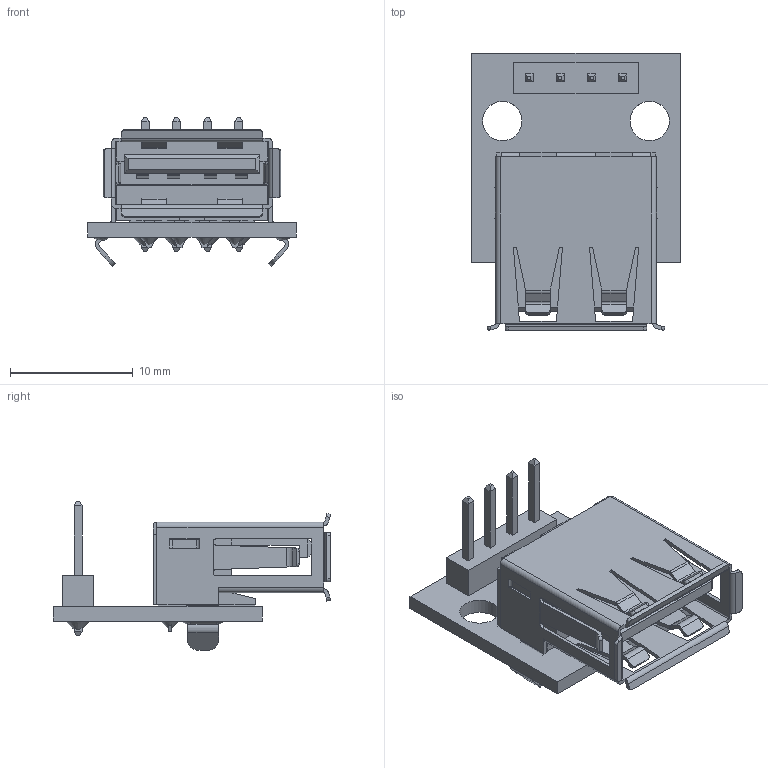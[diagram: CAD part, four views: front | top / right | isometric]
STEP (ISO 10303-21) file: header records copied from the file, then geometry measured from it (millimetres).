
FILE_DESCRIPTION(/* description */ (''),/* implementation_level */ '2;1');
FILE_NAME(/* name */ 'USB Type A Female Breakout.stp',/* time_stamp */ '2019-09-16T22:51:04+02:00',/* author */ ('7800mbz'),/* organization */ (''),/* preprocessor_version */ 'ST-DEVELOPER v17',/* originating_system */ 'Autodesk Inventor 2019',/* authorisation */ '');
FILE_SCHEMA (('AUTOMOTIVE_DESIGN { 1 0 10303 214 3 1 1 }'));
Length unit declared in the file: millimetre
Products named in the file (1): USB Type A Female Breakout
Bounding box: 17 x 22.55 x 12.12 mm (x, y, z)
Volume: 1134.5 mm3; surface area: 2550.5 mm2
Topology: 2 solids, 6 shells, 486 faces, 1327 edges, 850 vertices
Faces by surface type: plane 334, cylinder 124, torus 12, cone 8, sphere 4, bspline 4
Full cylindrical faces by diameter (mm): 1 x4, 3.2 x2
Entity records: 15630 total; most frequent: CARTESIAN_POINT 2934, ORIENTED_EDGE 2642, DIRECTION 2515, EDGE_CURVE 1321, LINE 989, VECTOR 989, VERTEX_POINT 850, AXIS2_PLACEMENT_3D 763
